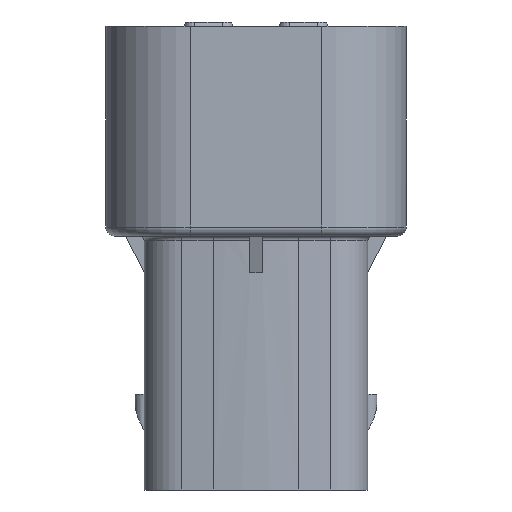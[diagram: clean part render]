
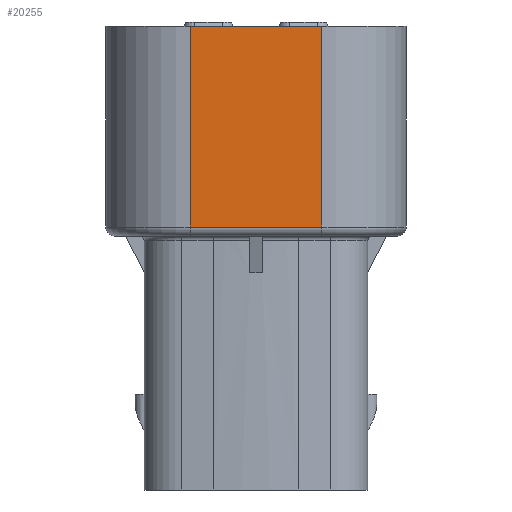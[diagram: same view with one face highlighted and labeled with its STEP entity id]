
A CAD part, front view. The second image highlights one B-rep face of the part: STEP entity #20255.
In plain terms, the highlighted planar face has unit normal (0, -1, 0).
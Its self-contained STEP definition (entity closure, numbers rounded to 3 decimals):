
#281=DIRECTION('',(1.,0.,0.));
#282=VECTOR('',#281,14.4);
#283=CARTESIAN_POINT('',(-7.2,-11.85,0.));
#284=LINE('',#283,#282);
#4165=DIRECTION('',(-1.,0.,0.));
#4166=VECTOR('',#4165,14.4);
#4167=CARTESIAN_POINT('',(7.2,-11.85,-22.));
#4168=LINE('',#4167,#4166);
#4169=DIRECTION('',(0.,0.,-1.));
#4170=VECTOR('',#4169,22.);
#4171=CARTESIAN_POINT('',(-7.2,-11.85,0.));
#4172=LINE('',#4171,#4170);
#4187=DIRECTION('',(0.,0.,-1.));
#4188=VECTOR('',#4187,22.);
#4189=CARTESIAN_POINT('',(7.2,-11.85,0.));
#4190=LINE('',#4189,#4188);
#12424=CARTESIAN_POINT('',(-7.2,-11.85,0.));
#12425=VERTEX_POINT('',#12424);
#12426=CARTESIAN_POINT('',(7.2,-11.85,0.));
#12427=VERTEX_POINT('',#12426);
#12784=CARTESIAN_POINT('',(-7.2,-11.85,-22.));
#12785=VERTEX_POINT('',#12784);
#12788=CARTESIAN_POINT('',(7.2,-11.85,-22.));
#12789=VERTEX_POINT('',#12788);
#20243=CARTESIAN_POINT('',(-7.2,-11.85,0.));
#20244=DIRECTION('',(0.,-1.,0.));
#20245=DIRECTION('',(1.,0.,0.));
#20246=AXIS2_PLACEMENT_3D('',#20243,#20244,#20245);
#20247=PLANE('',#20246);
#20248=ORIENTED_EDGE('',*,*,#20225,.T.);
#20249=ORIENTED_EDGE('',*,*,#15545,.F.);
#20250=ORIENTED_EDGE('',*,*,#15670,.T.);
#20252=ORIENTED_EDGE('',*,*,#20251,.T.);
#20253=EDGE_LOOP('',(#20248,#20249,#20250,#20252));
#20254=FACE_OUTER_BOUND('',#20253,.F.);
#15545=EDGE_CURVE('',#12425,#12785,#4172,.T.);
#15670=EDGE_CURVE('',#12425,#12427,#284,.T.);
#20225=EDGE_CURVE('',#12789,#12785,#4168,.T.);
#20251=EDGE_CURVE('',#12427,#12789,#4190,.T.);
#20255=ADVANCED_FACE('',(#20254),#20247,.T.);
